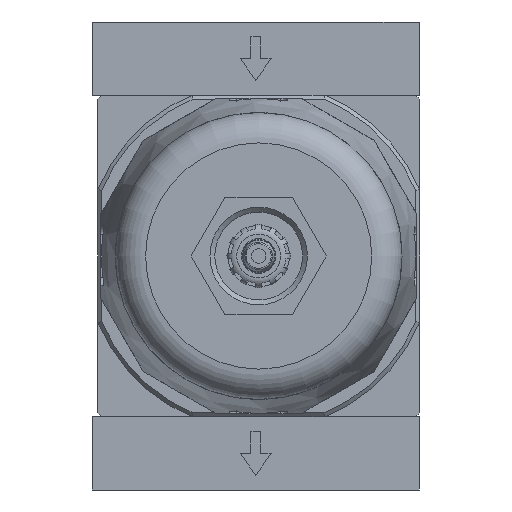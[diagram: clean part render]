
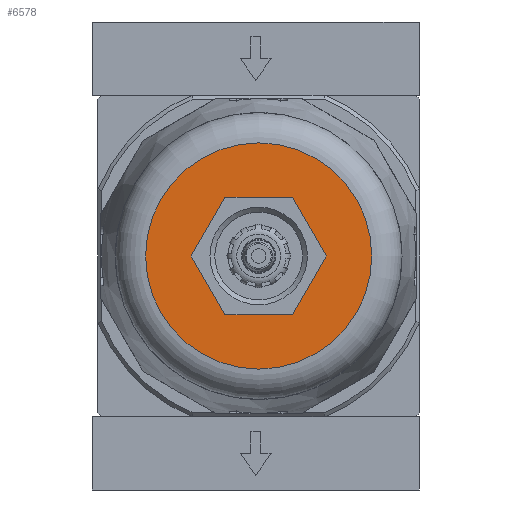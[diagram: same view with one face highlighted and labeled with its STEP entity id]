
A CAD part, front view. The second image highlights one B-rep face of the part: STEP entity #6578.
In plain terms, the highlighted planar face has unit normal (0, -1, 0).
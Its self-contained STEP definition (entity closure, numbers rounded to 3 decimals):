
#451=CIRCLE('',#7018,23.2);
#988=ORIENTED_EDGE('',*,*,#2301,.T.);
#989=ORIENTED_EDGE('',*,*,#2302,.T.);
#990=ORIENTED_EDGE('',*,*,#2303,.T.);
#991=ORIENTED_EDGE('',*,*,#2304,.T.);
#992=ORIENTED_EDGE('',*,*,#2305,.T.);
#993=ORIENTED_EDGE('',*,*,#2306,.T.);
#994=ORIENTED_EDGE('',*,*,#2307,.T.);
#2301=EDGE_CURVE('',#2987,#2987,#451,.T.);
#2302=EDGE_CURVE('',#2988,#2989,#3467,.T.);
#2303=EDGE_CURVE('',#2989,#2990,#3468,.T.);
#2304=EDGE_CURVE('',#2990,#2991,#3469,.T.);
#2305=EDGE_CURVE('',#2991,#2992,#3470,.T.);
#2306=EDGE_CURVE('',#2992,#2993,#3471,.T.);
#2307=EDGE_CURVE('',#2993,#2988,#3472,.T.);
#2987=VERTEX_POINT('',#9598);
#2988=VERTEX_POINT('',#9600);
#2989=VERTEX_POINT('',#9601);
#2990=VERTEX_POINT('',#9603);
#2991=VERTEX_POINT('',#9605);
#2992=VERTEX_POINT('',#9607);
#2993=VERTEX_POINT('',#9609);
#3467=LINE('',#9599,#3821);
#3468=LINE('',#9602,#3822);
#3469=LINE('',#9604,#3823);
#3470=LINE('',#9606,#3824);
#3471=LINE('',#9608,#3825);
#3472=LINE('',#9610,#3826);
#3821=VECTOR('',#7873,1000.);
#3822=VECTOR('',#7874,1000.);
#3823=VECTOR('',#7875,1000.);
#3824=VECTOR('',#7876,1000.);
#3825=VECTOR('',#7877,1000.);
#3826=VECTOR('',#7878,1000.);
#4200=EDGE_LOOP('',(#988));
#4201=EDGE_LOOP('',(#989,#990,#991,#992,#993,#994));
#4680=FACE_BOUND('',#4200,.T.);
#4681=FACE_BOUND('',#4201,.T.);
#5087=PLANE('',#7017);
#6578=ADVANCED_FACE('',(#4680,#4681),#5087,.F.);
#7017=AXIS2_PLACEMENT_3D('',#9596,#7869,#7870);
#7018=AXIS2_PLACEMENT_3D('',#9597,#7871,#7872);
#7869=DIRECTION('',(0.,1.,0.));
#7870=DIRECTION('',(0.,0.,1.));
#7871=DIRECTION('',(0.,-1.,0.));
#7872=DIRECTION('',(0.,0.,-1.));
#7873=DIRECTION('',(0.,0.,1.));
#7874=DIRECTION('',(0.866,0.,0.5));
#7875=DIRECTION('',(0.866,0.,-0.5));
#7876=DIRECTION('',(0.,0.,-1.));
#7877=DIRECTION('',(-0.866,0.,-0.5));
#7878=DIRECTION('',(-0.866,0.,0.5));
#9596=CARTESIAN_POINT('',(23.2,-165.,0.));
#9597=CARTESIAN_POINT('',(0.,-165.,0.));
#9598=CARTESIAN_POINT('',(0.,-165.,-23.2));
#9599=CARTESIAN_POINT('',(-12.,-165.,-6.928));
#9600=CARTESIAN_POINT('',(-12.,-165.,-6.928));
#9601=CARTESIAN_POINT('',(-12.,-165.,6.928));
#9602=CARTESIAN_POINT('',(-12.,-165.,6.928));
#9603=CARTESIAN_POINT('',(0.,-165.,13.856));
#9604=CARTESIAN_POINT('',(0.,-165.,13.856));
#9605=CARTESIAN_POINT('',(12.,-165.,6.928));
#9606=CARTESIAN_POINT('',(12.,-165.,6.928));
#9607=CARTESIAN_POINT('',(12.,-165.,-6.928));
#9608=CARTESIAN_POINT('',(12.,-165.,-6.928));
#9609=CARTESIAN_POINT('',(0.,-165.,-13.856));
#9610=CARTESIAN_POINT('',(0.,-165.,-13.856));
